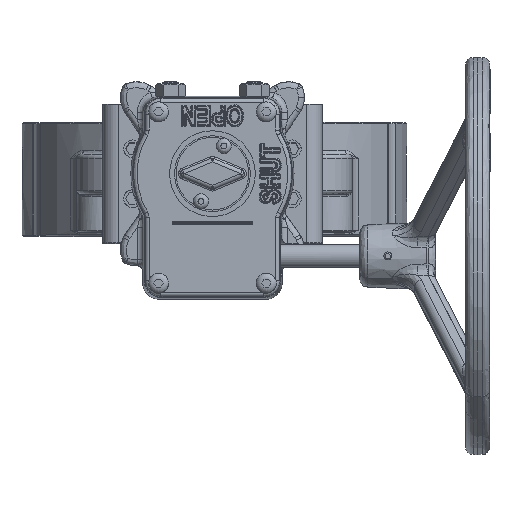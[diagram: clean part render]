
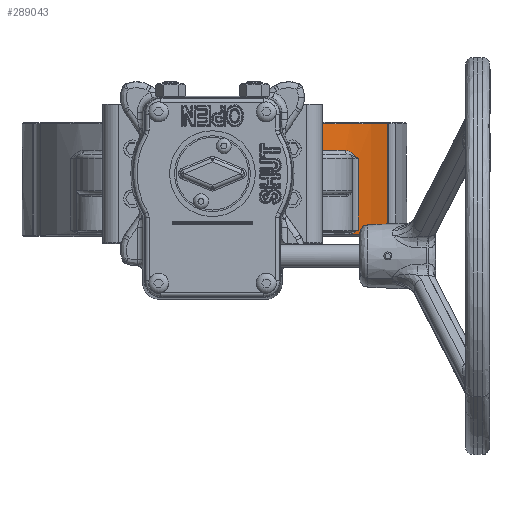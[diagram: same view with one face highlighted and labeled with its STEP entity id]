
A CAD part, top view. The second image highlights one B-rep face of the part: STEP entity #289043.
In plain terms, the highlighted cylindrical face has radius 96.5 mm (diameter 193 mm), a partial arc.
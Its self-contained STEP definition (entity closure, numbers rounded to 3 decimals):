
#146372=CARTESIAN_POINT('',(41.808,25.4,86.973));
#146373=VERTEX_POINT('',#146372);
#146404=CARTESIAN_POINT('',(86.973,25.4,41.808));
#146405=VERTEX_POINT('',#146404);
#146422=CARTESIAN_POINT('',(0.,25.4,-0.));
#146423=DIRECTION('',(-0.,-1.,0.));
#146424=DIRECTION('',(0.,0.,1.));
#146425=AXIS2_PLACEMENT_3D('',#146422,#146423,#146424);
#146426=CIRCLE('',#146425,96.5);
#146427=EDGE_CURVE('',#146405,#146373,#146426,.T.);
#147519=CARTESIAN_POINT('',(86.973,-30.4,41.808));
#147520=VERTEX_POINT('',#147519);
#147551=CARTESIAN_POINT('',(41.808,-30.4,86.973));
#147552=VERTEX_POINT('',#147551);
#147569=CARTESIAN_POINT('',(0.,-30.4,0.));
#147570=DIRECTION('',(-0.,1.,-0.));
#147571=DIRECTION('',(0.,-0.,-1.));
#147572=AXIS2_PLACEMENT_3D('',#147569,#147570,#147571);
#147573=CIRCLE('',#147572,96.5);
#147574=EDGE_CURVE('',#147552,#147520,#147573,.T.);
#288934=CARTESIAN_POINT('',(0.,29.,-0.));
#288935=DIRECTION('',(0.,-1.,0.));
#288936=DIRECTION('',(1.,0.,0.));
#288937=AXIS2_PLACEMENT_3D('',#288934,#288935,#288936);
#288938=CYLINDRICAL_SURFACE('',#288937,96.5);
#288939=CARTESIAN_POINT('',(86.973,-30.4,41.808));
#288940=DIRECTION('',(-0.,1.,-0.));
#288941=VECTOR('',#288940,55.8);
#288942=LINE('',#288939,#288941);
#288943=EDGE_CURVE('',#147520,#146405,#288942,.T.);
#288944=ORIENTED_EDGE('',*,*,#288943,.T.);
#288945=ORIENTED_EDGE('',*,*,#146427,.T.);
#288946=CARTESIAN_POINT('',(41.808,12.,86.973));
#288947=VERTEX_POINT('',#288946);
#288948=CARTESIAN_POINT('',(41.808,25.4,86.973));
#288949=DIRECTION('',(0.,-1.,0.));
#288950=VECTOR('',#288949,13.4);
#288951=LINE('',#288948,#288950);
#288952=EDGE_CURVE('',#146373,#288947,#288951,.T.);
#288953=ORIENTED_EDGE('',*,*,#288952,.T.);
#288954=CARTESIAN_POINT('',(65.704,12.,70.677));
#288955=VERTEX_POINT('',#288954);
#288956=CARTESIAN_POINT('',(0.,12.,-0.));
#288957=DIRECTION('',(-0.,1.,-0.));
#288958=DIRECTION('',(1.,0.,0.));
#288959=AXIS2_PLACEMENT_3D('',#288956,#288957,#288958);
#288960=CIRCLE('',#288959,96.5);
#288961=EDGE_CURVE('NONE',#288947,#288955,#288960,.T.);
#288962=ORIENTED_EDGE('',*,*,#288961,.T.);
#288963=CARTESIAN_POINT('',(65.732,12.,70.651));
#288964=VERTEX_POINT('',#288963);
#288965=CARTESIAN_POINT('',(65.704,12.,70.677));
#288966=CARTESIAN_POINT('',(65.713,12.,70.669));
#288967=CARTESIAN_POINT('',(65.722,12.,70.66));
#288968=CARTESIAN_POINT('',(65.732,12.,70.651));
#288969=B_SPLINE_CURVE_WITH_KNOTS('',3,(#288965,#288966,#288967,#288968),.UNSPECIFIED.,.F.,.F.,(4,4),(0.,0.),.UNSPECIFIED.);
#288970=EDGE_CURVE('NONE',#288955,#288964,#288969,.T.);
#288971=ORIENTED_EDGE('',*,*,#288970,.T.);
#288972=CARTESIAN_POINT('',(72.1,8.,64.14));
#288973=VERTEX_POINT('',#288972);
#288974=CARTESIAN_POINT('',(65.732,12.,70.651));
#288975=CARTESIAN_POINT('',(66.044,11.998,70.361));
#288976=CARTESIAN_POINT('',(66.355,11.957,70.068));
#288977=CARTESIAN_POINT('',(66.657,11.887,69.779));
#288978=CARTESIAN_POINT('',(66.959,11.818,69.49));
#288979=CARTESIAN_POINT('',(67.252,11.719,69.207));
#288980=CARTESIAN_POINT('',(67.538,11.599,68.927));
#288981=CARTESIAN_POINT('',(68.109,11.359,68.367));
#288982=CARTESIAN_POINT('',(68.65,11.033,67.823));
#288983=CARTESIAN_POINT('',(69.173,10.655,67.286));
#288984=CARTESIAN_POINT('',(69.434,10.466,67.017));
#288985=CARTESIAN_POINT('',(69.691,10.264,66.75));
#288986=CARTESIAN_POINT('',(69.942,10.053,66.486));
#288987=CARTESIAN_POINT('',(70.194,9.841,66.221));
#288988=CARTESIAN_POINT('',(70.44,9.622,65.959));
#288989=CARTESIAN_POINT('',(70.682,9.396,65.699));
#288990=CARTESIAN_POINT('',(70.924,9.171,65.438));
#288991=CARTESIAN_POINT('',(71.163,8.94,65.179));
#288992=CARTESIAN_POINT('',(71.398,8.706,64.919));
#288993=CARTESIAN_POINT('',(71.516,8.59,64.79));
#288994=CARTESIAN_POINT('',(71.634,8.472,64.66));
#288995=CARTESIAN_POINT('',(71.75,8.354,64.53));
#288996=CARTESIAN_POINT('',(71.867,8.236,64.4));
#288997=CARTESIAN_POINT('',(71.982,8.119,64.271));
#288998=CARTESIAN_POINT('',(72.1,8.,64.14));
#288999=B_SPLINE_CURVE_WITH_KNOTS('',3,(#288974,#288975,#288976,#288977,#288978,#288979,#288980,#288981,#288982,#288983,#288984,#288985,#288986,#288987,#288988,#288989,#288990,#288991,#288992,#288993,#288994,#288995,#288996,#288997,#288998),.UNSPECIFIED.,.F.,.F.,(4,3,3,3,3,3,3,3,4),(0.,0.001,0.003,0.005,0.006,0.008,0.009,0.01,0.01),.UNSPECIFIED.);
#289000=EDGE_CURVE('NONE',#288964,#288973,#288999,.T.);
#289001=ORIENTED_EDGE('',*,*,#289000,.T.);
#289002=CARTESIAN_POINT('',(72.1,-28.,64.14));
#289003=VERTEX_POINT('',#289002);
#289004=CARTESIAN_POINT('',(72.1,8.,64.14));
#289005=DIRECTION('',(0.,-1.,0.));
#289006=VECTOR('',#289005,36.);
#289007=LINE('',#289004,#289006);
#289008=EDGE_CURVE('NONE',#288973,#289003,#289007,.T.);
#289009=ORIENTED_EDGE('',*,*,#289008,.T.);
#289010=CARTESIAN_POINT('',(67.618,-30.,68.848));
#289011=VERTEX_POINT('',#289010);
#289012=CARTESIAN_POINT('',(72.1,-28.,64.14));
#289013=CARTESIAN_POINT('',(71.407,-28.473,64.918));
#289014=CARTESIAN_POINT('',(70.702,-28.949,65.685));
#289015=CARTESIAN_POINT('',(69.959,-29.328,66.468));
#289016=CARTESIAN_POINT('',(69.588,-29.518,66.859));
#289017=CARTESIAN_POINT('',(69.206,-29.683,67.254));
#289018=CARTESIAN_POINT('',(68.817,-29.803,67.65));
#289019=CARTESIAN_POINT('',(68.427,-29.923,68.046));
#289020=CARTESIAN_POINT('',(68.029,-30.,68.444));
#289021=CARTESIAN_POINT('',(67.618,-30.,68.848));
#289022=B_SPLINE_CURVE_WITH_KNOTS('',3,(#289012,#289013,#289014,#289015,#289016,#289017,#289018,#289019,#289020,#289021),.UNSPECIFIED.,.F.,.F.,(4,3,3,4),(0.,0.003,0.005,0.007),.UNSPECIFIED.);
#289023=EDGE_CURVE('NONE',#289003,#289011,#289022,.T.);
#289024=ORIENTED_EDGE('',*,*,#289023,.T.);
#289025=CARTESIAN_POINT('',(41.808,-30.,86.973));
#289026=VERTEX_POINT('',#289025);
#289027=CARTESIAN_POINT('',(0.,-30.,0.));
#289028=DIRECTION('',(0.,-1.,0.));
#289029=DIRECTION('',(1.,0.,0.));
#289030=AXIS2_PLACEMENT_3D('',#289027,#289028,#289029);
#289031=CIRCLE('',#289030,96.5);
#289032=EDGE_CURVE('NONE',#289011,#289026,#289031,.T.);
#289033=ORIENTED_EDGE('',*,*,#289032,.T.);
#289034=CARTESIAN_POINT('',(41.808,-30.,86.973));
#289035=DIRECTION('',(0.,-1.,0.));
#289036=VECTOR('',#289035,0.4);
#289037=LINE('',#289034,#289036);
#289038=EDGE_CURVE('NONE',#289026,#147552,#289037,.T.);
#289039=ORIENTED_EDGE('',*,*,#289038,.T.);
#289040=ORIENTED_EDGE('',*,*,#147574,.T.);
#289041=EDGE_LOOP('',(#288944,#288945,#288953,#288962,#288971,#289001,#289009,#289024,#289033,#289039,#289040));
#289042=FACE_BOUND('',#289041,.T.);
#289043=ADVANCED_FACE('NONE',(#289042),#288938,.T.);
